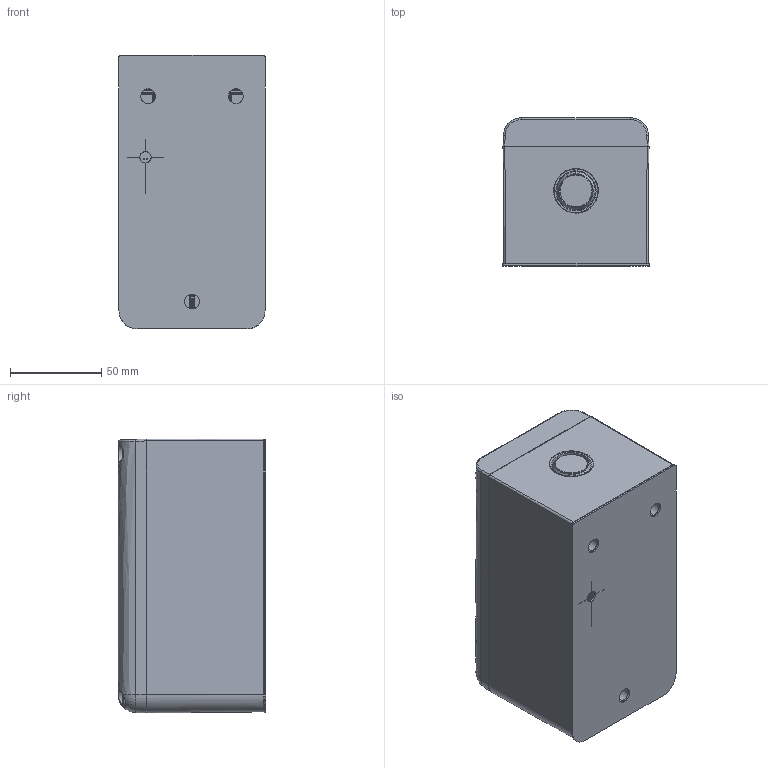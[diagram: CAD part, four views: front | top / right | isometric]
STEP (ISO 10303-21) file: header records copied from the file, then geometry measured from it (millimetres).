
FILE_DESCRIPTION(/* description */ (''),/* implementation_level */ '2;1');
FILE_NAME(/* name */ 'YG80(B)_Lock',/* time_stamp */ '2025-03-26T21:22:20+13:00',/* author */ (''),/* organization */ (''),/* preprocessor_version */ 'ST-DEVELOPER v15',/* originating_system */ '',/* authorisation */ '');
FILE_SCHEMA (('CONFIG_CONTROL_DESIGN'));
Products named in the file (1): Document
Bounding box: 80 x 81 x 150 mm (x, y, z)
Volume: 325862.4 mm3; surface area: 194104.5 mm2
Topology: 18 solids, 19 shells, 2429 faces, 5812 edges, 3289 vertices
Faces by surface type: bspline 1867, plane 562
Entity records: 110224 total; most frequent: CARTESIAN_POINT 78587, ORIENTED_EDGE 11266, EDGE_CURVE 5641, VERTEX_POINT 3289, EDGE_LOOP 2503, ADVANCED_FACE 2429, FACE_OUTER_BOUND 2429, B_SPLINE_CURVE_WITH_KNOTS 2182
